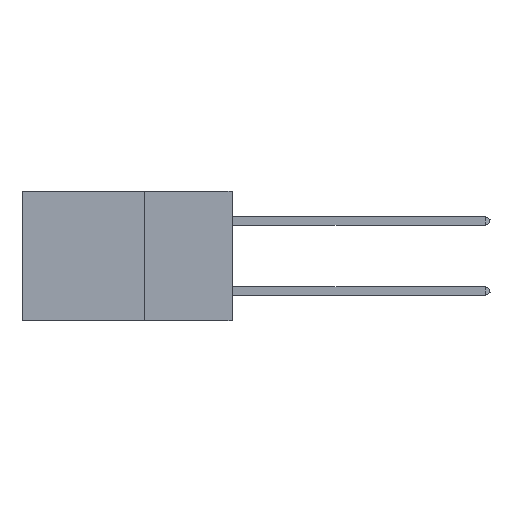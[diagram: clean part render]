
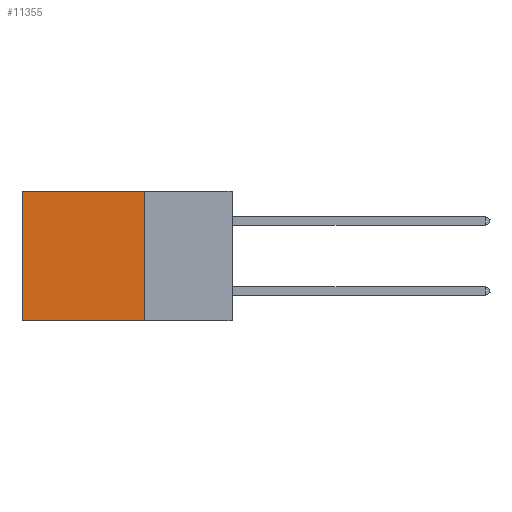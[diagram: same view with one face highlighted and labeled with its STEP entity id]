
A CAD part, left-side view. The second image highlights one B-rep face of the part: STEP entity #11355.
In plain terms, the highlighted planar face has unit normal (-1, 0, 0).
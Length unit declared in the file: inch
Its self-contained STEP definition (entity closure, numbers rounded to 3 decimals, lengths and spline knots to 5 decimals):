
#1770 = ORIENTED_EDGE ( 'NONE', *, *, #14104, .T. ) ;
#4314 = DIRECTION ( 'NONE',  ( 0., 0., -1. ) ) ;
#6808 = AXIS2_PLACEMENT_3D ( 'NONE', #16068, #43011, #19904 ) ;
#7577 = EDGE_CURVE ( 'NONE', #30309, #16722, #36882, .T. ) ;
#7820 = EDGE_CURVE ( 'NONE', #16722, #33226, #30482, .T. ) ;
#7905 = DIRECTION ( 'NONE',  ( 0., 1., 0. ) ) ;
#8074 = VERTEX_POINT ( 'NONE', #14227 ) ;
#8289 = VECTOR ( 'NONE', #8776, 39.37008 ) ;
#8776 = DIRECTION ( 'NONE',  ( 0., 0., -1. ) ) ;
#9026 = ORIENTED_EDGE ( 'NONE', *, *, #27206, .T. ) ;
#9109 = CARTESIAN_POINT ( 'NONE',  ( 0.2875, 0.25, -0.37 ) ) ;
#9334 = VECTOR ( 'NONE', #27209, 39.37008 ) ;
#11190 = CARTESIAN_POINT ( 'NONE',  ( 0.2875, 0.25, 0. ) ) ;
#11355 = ADVANCED_FACE ( 'NONE', ( #34514 ), #33061, .F. ) ;
#12818 = LINE ( 'NONE', #34519, #19654 ) ;
#13463 = LINE ( 'NONE', #11190, #39904 ) ;
#14104 = EDGE_CURVE ( 'NONE', #30309, #8074, #13463, .T. ) ;
#14227 = CARTESIAN_POINT ( 'NONE',  ( 0.2875, 0.6, 0. ) ) ;
#15138 = CARTESIAN_POINT ( 'NONE',  ( 0.2875, 0.25, 0. ) ) ;
#16068 = CARTESIAN_POINT ( 'NONE',  ( 0.2875, 0.25, 0. ) ) ;
#16722 = VERTEX_POINT ( 'NONE', #9109 ) ;
#18203 = ORIENTED_EDGE ( 'NONE', *, *, #7577, .F. ) ;
#18440 = EDGE_LOOP ( 'NONE', ( #9026, #32469, #18203, #1770 ) ) ;
#19654 = VECTOR ( 'NONE', #4314, 39.37008 ) ;
#19904 = DIRECTION ( 'NONE',  ( 0., 0., -1. ) ) ;
#27206 = EDGE_CURVE ( 'NONE', #8074, #33226, #12818, .T. ) ;
#27209 = DIRECTION ( 'NONE',  ( 0., 1., 0. ) ) ;
#30033 = CARTESIAN_POINT ( 'NONE',  ( 0.2875, 0.6, -0.37 ) ) ;
#30309 = VERTEX_POINT ( 'NONE', #34732 ) ;
#30482 = LINE ( 'NONE', #40711, #9334 ) ;
#32469 = ORIENTED_EDGE ( 'NONE', *, *, #7820, .F. ) ;
#33061 = PLANE ( 'NONE',  #6808 ) ;
#33226 = VERTEX_POINT ( 'NONE', #30033 ) ;
#34514 = FACE_OUTER_BOUND ( 'NONE', #18440, .T. ) ;
#34519 = CARTESIAN_POINT ( 'NONE',  ( 0.2875, 0.6, 0. ) ) ;
#34732 = CARTESIAN_POINT ( 'NONE',  ( 0.2875, 0.25, 0. ) ) ;
#36882 = LINE ( 'NONE', #15138, #8289 ) ;
#39904 = VECTOR ( 'NONE', #7905, 39.37008 ) ;
#40711 = CARTESIAN_POINT ( 'NONE',  ( 0.2875, 0.25, -0.37 ) ) ;
#43011 = DIRECTION ( 'NONE',  ( 1., 0., 0. ) ) ;
